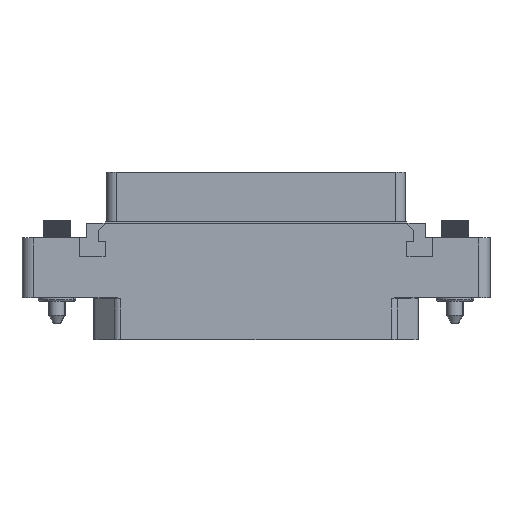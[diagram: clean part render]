
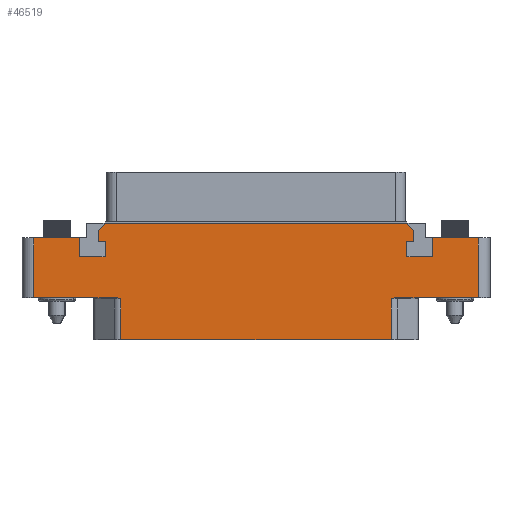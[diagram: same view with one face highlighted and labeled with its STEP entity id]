
A CAD part, top view. The second image highlights one B-rep face of the part: STEP entity #46519.
In plain terms, the highlighted planar face has unit normal (0, 0, 1).
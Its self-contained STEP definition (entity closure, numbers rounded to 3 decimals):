
#1597=DIRECTION('',(-1.,0.,0.));
#1598=VECTOR('',#1597,46.236);
#1599=CARTESIAN_POINT('',(23.118,-7.2,7.));
#1600=LINE('',#1599,#1598);
#1743=DIRECTION('',(0.,1.,0.));
#1744=VECTOR('',#1743,7.);
#1745=CARTESIAN_POINT('',(23.118,-7.2,7.));
#1746=LINE('',#1745,#1744);
#1752=CARTESIAN_POINT('',(23.118,-0.2,7.));
#1753=CARTESIAN_POINT('',(23.14,-0.192,7.));
#1754=CARTESIAN_POINT('',(23.184,-0.176,7.));
#1755=CARTESIAN_POINT('',(23.251,-0.152,7.));
#1756=CARTESIAN_POINT('',(23.318,-0.128,7.));
#1757=CARTESIAN_POINT('',(23.385,-0.105,7.));
#1758=CARTESIAN_POINT('',(23.451,-0.085,7.));
#1759=CARTESIAN_POINT('',(23.515,-0.066,7.));
#1760=CARTESIAN_POINT('',(23.577,-0.049,7.));
#1761=CARTESIAN_POINT('',(23.636,-0.035,7.));
#1762=CARTESIAN_POINT('',(23.688,-0.024,7.));
#1763=CARTESIAN_POINT('',(23.734,-0.016,7.));
#1764=CARTESIAN_POINT('',(23.776,-0.01,7.));
#1765=CARTESIAN_POINT('',(23.814,-0.005,7.));
#1766=CARTESIAN_POINT('',(23.85,-0.002,7.));
#1767=CARTESIAN_POINT('',(23.884,0.,7.));
#1768=CARTESIAN_POINT('',(23.907,0.,7.));
#1769=CARTESIAN_POINT('',(23.918,0.,7.));
#1776=DIRECTION('',(0.,-1.,0.));
#1777=VECTOR('',#1776,3.2);
#1778=CARTESIAN_POINT('',(30.2,10.2,7.));
#1779=LINE('',#1778,#1777);
#1780=DIRECTION('',(1.,0.,0.));
#1781=VECTOR('',#1780,7.8);
#1782=CARTESIAN_POINT('',(30.2,10.2,7.));
#1783=LINE('',#1782,#1781);
#1784=DIRECTION('',(1.,0.,0.));
#1785=VECTOR('',#1784,7.8);
#1786=CARTESIAN_POINT('',(-38.,10.2,7.));
#1787=LINE('',#1786,#1785);
#1788=DIRECTION('',(0.,-1.,0.));
#1789=VECTOR('',#1788,3.2);
#1790=CARTESIAN_POINT('',(-30.2,10.2,7.));
#1791=LINE('',#1790,#1789);
#1792=DIRECTION('',(1.,0.,0.));
#1793=VECTOR('',#1792,4.4);
#1794=CARTESIAN_POINT('',(-30.2,7.,7.));
#1795=LINE('',#1794,#1793);
#1796=DIRECTION('',(0.,1.,0.));
#1797=VECTOR('',#1796,2.6);
#1798=CARTESIAN_POINT('',(-25.8,7.,7.));
#1799=LINE('',#1798,#1797);
#1800=DIRECTION('',(-1.,0.,0.));
#1801=VECTOR('',#1800,1.2);
#1802=CARTESIAN_POINT('',(-25.8,9.6,7.));
#1803=LINE('',#1802,#1801);
#1804=DIRECTION('',(0.,1.,0.));
#1805=VECTOR('',#1804,1.9);
#1806=CARTESIAN_POINT('',(-27.,9.6,7.));
#1807=LINE('',#1806,#1805);
#1808=DIRECTION('',(0.707,0.707,0.));
#1809=VECTOR('',#1808,1.697);
#1810=CARTESIAN_POINT('',(-27.,11.5,7.));
#1811=LINE('',#1810,#1809);
#1812=DIRECTION('',(1.,0.,0.));
#1813=VECTOR('',#1812,51.6);
#1814=CARTESIAN_POINT('',(-25.8,12.7,7.));
#1815=LINE('',#1814,#1813);
#1816=DIRECTION('',(-0.707,0.707,0.));
#1817=VECTOR('',#1816,1.697);
#1818=CARTESIAN_POINT('',(27.,11.5,7.));
#1819=LINE('',#1818,#1817);
#1820=DIRECTION('',(0.,1.,0.));
#1821=VECTOR('',#1820,1.9);
#1822=CARTESIAN_POINT('',(27.,9.6,7.));
#1823=LINE('',#1822,#1821);
#1824=DIRECTION('',(1.,0.,0.));
#1825=VECTOR('',#1824,1.2);
#1826=CARTESIAN_POINT('',(25.8,9.6,7.));
#1827=LINE('',#1826,#1825);
#1828=DIRECTION('',(0.,1.,0.));
#1829=VECTOR('',#1828,2.6);
#1830=CARTESIAN_POINT('',(25.8,7.,7.));
#1831=LINE('',#1830,#1829);
#1832=DIRECTION('',(-1.,0.,0.));
#1833=VECTOR('',#1832,4.4);
#1834=CARTESIAN_POINT('',(30.2,7.,7.));
#1835=LINE('',#1834,#1833);
#2524=DIRECTION('',(0.,-1.,0.));
#2525=VECTOR('',#2524,10.2);
#2526=CARTESIAN_POINT('',(-38.,10.2,7.));
#2527=LINE('',#2526,#2525);
#2559=DIRECTION('',(1.,0.,0.));
#2560=VECTOR('',#2559,14.082);
#2561=CARTESIAN_POINT('',(-38.,0.,7.));
#2562=LINE('',#2561,#2560);
#2674=CARTESIAN_POINT('',(-23.918,0.,7.));
#2675=CARTESIAN_POINT('',(-23.907,0.,7.));
#2676=CARTESIAN_POINT('',(-23.884,0.,7.));
#2677=CARTESIAN_POINT('',(-23.85,-0.002,7.));
#2678=CARTESIAN_POINT('',(-23.814,-0.005,7.));
#2679=CARTESIAN_POINT('',(-23.776,-0.01,7.));
#2680=CARTESIAN_POINT('',(-23.734,-0.016,7.));
#2681=CARTESIAN_POINT('',(-23.688,-0.024,7.));
#2682=CARTESIAN_POINT('',(-23.636,-0.035,7.));
#2683=CARTESIAN_POINT('',(-23.577,-0.049,7.));
#2684=CARTESIAN_POINT('',(-23.515,-0.066,7.));
#2685=CARTESIAN_POINT('',(-23.451,-0.085,7.));
#2686=CARTESIAN_POINT('',(-23.385,-0.105,7.));
#2687=CARTESIAN_POINT('',(-23.318,-0.128,7.));
#2688=CARTESIAN_POINT('',(-23.251,-0.152,7.));
#2689=CARTESIAN_POINT('',(-23.184,-0.176,7.));
#2690=CARTESIAN_POINT('',(-23.14,-0.192,7.));
#2691=CARTESIAN_POINT('',(-23.118,-0.2,7.));
#2693=DIRECTION('',(0.,1.,0.));
#2694=VECTOR('',#2693,7.);
#2695=CARTESIAN_POINT('',(-23.118,-7.2,7.));
#2696=LINE('',#2695,#2694);
#24279=DIRECTION('',(1.,0.,0.));
#24280=VECTOR('',#24279,14.082);
#24281=CARTESIAN_POINT('',(23.918,0.,7.));
#24282=LINE('',#24281,#24280);
#24308=DIRECTION('',(0.,1.,0.));
#24309=VECTOR('',#24308,10.2);
#24310=CARTESIAN_POINT('',(38.,0.,7.));
#24311=LINE('',#24310,#24309);
#35857=CARTESIAN_POINT('',(38.,0.,7.));
#35858=CARTESIAN_POINT('',(38.,10.2,7.));
#35859=VERTEX_POINT('',#35857);
#35860=VERTEX_POINT('',#35858);
#35865=CARTESIAN_POINT('',(-38.,10.2,7.));
#35866=CARTESIAN_POINT('',(-38.,0.,7.));
#35867=VERTEX_POINT('',#35865);
#35868=VERTEX_POINT('',#35866);
#36074=CARTESIAN_POINT('',(23.118,-7.2,7.));
#36076=VERTEX_POINT('',#36074);
#36077=CARTESIAN_POINT('',(-23.118,-7.2,7.));
#36079=VERTEX_POINT('',#36077);
#36141=CARTESIAN_POINT('',(-23.118,-0.2,7.));
#36142=VERTEX_POINT('',#36141);
#36143=CARTESIAN_POINT('',(-23.918,0.,7.));
#36144=VERTEX_POINT('',#36143);
#36145=CARTESIAN_POINT('',(23.118,-0.2,7.));
#36147=VERTEX_POINT('',#36145);
#36149=CARTESIAN_POINT('',(23.918,0.,7.));
#36151=VERTEX_POINT('',#36149);
#37319=CARTESIAN_POINT('',(-30.2,10.2,7.));
#37320=CARTESIAN_POINT('',(-30.2,7.,7.));
#37321=VERTEX_POINT('',#37319);
#37322=VERTEX_POINT('',#37320);
#37323=CARTESIAN_POINT('',(-25.8,7.,7.));
#37324=VERTEX_POINT('',#37323);
#37325=CARTESIAN_POINT('',(-25.8,9.6,7.));
#37326=VERTEX_POINT('',#37325);
#37327=CARTESIAN_POINT('',(-27.,9.6,7.));
#37328=VERTEX_POINT('',#37327);
#37329=CARTESIAN_POINT('',(-27.,11.5,7.));
#37330=VERTEX_POINT('',#37329);
#37331=CARTESIAN_POINT('',(-25.8,12.7,7.));
#37332=VERTEX_POINT('',#37331);
#37349=CARTESIAN_POINT('',(30.2,10.2,7.));
#37350=CARTESIAN_POINT('',(30.2,7.,7.));
#37351=VERTEX_POINT('',#37349);
#37352=VERTEX_POINT('',#37350);
#37353=CARTESIAN_POINT('',(25.8,7.,7.));
#37354=VERTEX_POINT('',#37353);
#37355=CARTESIAN_POINT('',(25.8,9.6,7.));
#37356=VERTEX_POINT('',#37355);
#37357=CARTESIAN_POINT('',(27.,9.6,7.));
#37358=VERTEX_POINT('',#37357);
#37359=CARTESIAN_POINT('',(27.,11.5,7.));
#37360=VERTEX_POINT('',#37359);
#37361=CARTESIAN_POINT('',(25.8,12.7,7.));
#37362=VERTEX_POINT('',#37361);
#46467=CARTESIAN_POINT('',(0.,0.,7.));
#46468=DIRECTION('',(0.,0.,-1.));
#46469=DIRECTION('',(-1.,0.,0.));
#46470=AXIS2_PLACEMENT_3D('',#46467,#46468,#46469);
#46471=PLANE('',#46470);
#46473=ORIENTED_EDGE('',*,*,#46472,.F.);
#46475=ORIENTED_EDGE('',*,*,#46474,.T.);
#46477=ORIENTED_EDGE('',*,*,#46476,.F.);
#46479=ORIENTED_EDGE('',*,*,#46478,.F.);
#46480=ORIENTED_EDGE('',*,*,#46459,.F.);
#46481=ORIENTED_EDGE('',*,*,#46448,.F.);
#46482=ORIENTED_EDGE('',*,*,#46298,.T.);
#46484=ORIENTED_EDGE('',*,*,#46483,.T.);
#46486=ORIENTED_EDGE('',*,*,#46485,.F.);
#46488=ORIENTED_EDGE('',*,*,#46487,.F.);
#46490=ORIENTED_EDGE('',*,*,#46489,.F.);
#46492=ORIENTED_EDGE('',*,*,#46491,.T.);
#46494=ORIENTED_EDGE('',*,*,#46493,.T.);
#46496=ORIENTED_EDGE('',*,*,#46495,.T.);
#46498=ORIENTED_EDGE('',*,*,#46497,.T.);
#46500=ORIENTED_EDGE('',*,*,#46499,.T.);
#46502=ORIENTED_EDGE('',*,*,#46501,.T.);
#46504=ORIENTED_EDGE('',*,*,#46503,.T.);
#46506=ORIENTED_EDGE('',*,*,#46505,.T.);
#46508=ORIENTED_EDGE('',*,*,#46507,.F.);
#46510=ORIENTED_EDGE('',*,*,#46509,.F.);
#46512=ORIENTED_EDGE('',*,*,#46511,.F.);
#46514=ORIENTED_EDGE('',*,*,#46513,.F.);
#46516=ORIENTED_EDGE('',*,*,#46515,.F.);
#46517=EDGE_LOOP('',(#46473,#46475,#46477,#46479,#46480,#46481,#46482,#46484,
#46486,#46488,#46490,#46492,#46494,#46496,#46498,#46500,#46502,#46504,#46506,
#46508,#46510,#46512,#46514,#46516));
#46518=FACE_OUTER_BOUND('',#46517,.F.);
#46519=ADVANCED_FACE('',(#46518),#46471,.F.);
#1770=B_SPLINE_CURVE_WITH_KNOTS('',3,(#1752,#1753,#1754,#1755,#1756,#1757,#1758,
#1759,#1760,#1761,#1762,#1763,#1764,#1765,#1766,#1767,#1768,#1769),
.UNSPECIFIED.,.F.,.F.,(4,1,1,1,1,1,1,1,1,1,1,1,1,1,1,4),(0.,0.067,
0.133,0.2,0.267,0.333,0.4,
0.467,0.533,0.6,0.667,0.733,
0.8,0.867,0.933,1.),.UNSPECIFIED.);
#2692=B_SPLINE_CURVE_WITH_KNOTS('',3,(#2674,#2675,#2676,#2677,#2678,#2679,#2680,
#2681,#2682,#2683,#2684,#2685,#2686,#2687,#2688,#2689,#2690,#2691),
.UNSPECIFIED.,.F.,.F.,(4,1,1,1,1,1,1,1,1,1,1,1,1,1,1,4),(0.,0.067,
0.133,0.2,0.267,0.333,0.4,
0.467,0.533,0.6,0.667,0.733,
0.8,0.867,0.933,1.),.UNSPECIFIED.);
#46298=EDGE_CURVE('',#36076,#36079,#1600,.T.);
#46448=EDGE_CURVE('',#36076,#36147,#1746,.T.);
#46459=EDGE_CURVE('',#36147,#36151,#1770,.T.);
#46472=EDGE_CURVE('',#37351,#37352,#1779,.T.);
#46474=EDGE_CURVE('',#37351,#35860,#1783,.T.);
#46476=EDGE_CURVE('',#35859,#35860,#24311,.T.);
#46478=EDGE_CURVE('',#36151,#35859,#24282,.T.);
#46483=EDGE_CURVE('',#36079,#36142,#2696,.T.);
#46485=EDGE_CURVE('',#36144,#36142,#2692,.T.);
#46487=EDGE_CURVE('',#35868,#36144,#2562,.T.);
#46489=EDGE_CURVE('',#35867,#35868,#2527,.T.);
#46491=EDGE_CURVE('',#35867,#37321,#1787,.T.);
#46493=EDGE_CURVE('',#37321,#37322,#1791,.T.);
#46495=EDGE_CURVE('',#37322,#37324,#1795,.T.);
#46497=EDGE_CURVE('',#37324,#37326,#1799,.T.);
#46499=EDGE_CURVE('',#37326,#37328,#1803,.T.);
#46501=EDGE_CURVE('',#37328,#37330,#1807,.T.);
#46503=EDGE_CURVE('',#37330,#37332,#1811,.T.);
#46505=EDGE_CURVE('',#37332,#37362,#1815,.T.);
#46507=EDGE_CURVE('',#37360,#37362,#1819,.T.);
#46509=EDGE_CURVE('',#37358,#37360,#1823,.T.);
#46511=EDGE_CURVE('',#37356,#37358,#1827,.T.);
#46513=EDGE_CURVE('',#37354,#37356,#1831,.T.);
#46515=EDGE_CURVE('',#37352,#37354,#1835,.T.);
